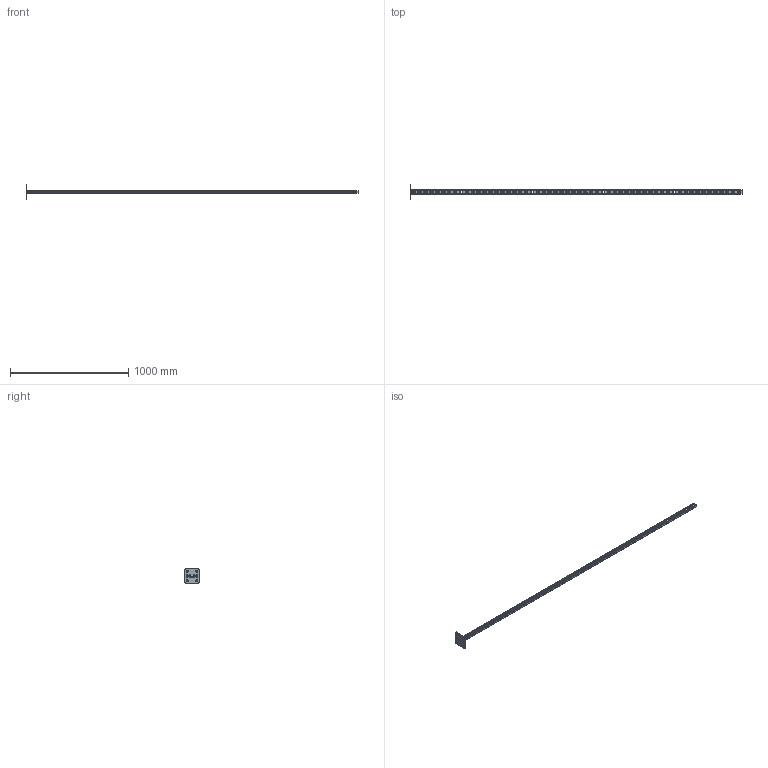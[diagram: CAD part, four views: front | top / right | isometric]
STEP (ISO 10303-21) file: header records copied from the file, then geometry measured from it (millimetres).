
FILE_DESCRIPTION (( 'STEP AP203' ), '1' );
FILE_NAME ('Êðîíøòåéí ïîòîëî÷íûé îäèíàðíûé_h21-2800.step', '2022-01-27T08:23:23', ( '' ), ( '' ), 'SwSTEP 2.0', 'SolidWorks 2017', '' );
FILE_SCHEMA (( 'CONFIG_CONTROL_DESIGN' ));
Length unit declared in the file: millimetre
Products named in the file (3): STRUT-镳铘桦黖h21-2800; Ïÿòêà ïîòîëî÷êàÿ; Êðîíøòåéí ïîòîëî÷íûé îäèíàðíûé_h21-2800
Assembly tree (2 placements, depth 2):
  Êðîíøòåéí ïîòîëî÷íûé îäèíàðíûé_h21-2800
    Ïÿòêà ïîòîëî÷êàÿ
    STRUT-镳铘桦黖h21-2800
Bounding box: 2806 x 120 x 120 mm (x, y, z)
Volume: 690925.7 mm3; surface area: 546310.9 mm2
Topology: 2 solids, 2 shells, 1914 faces, 5682 edges, 3772 vertices
Faces by surface type: plane 1772, cylinder 142
Entity records: 63479 total; most frequent: CARTESIAN_POINT 11373, ORIENTED_EDGE 11364, DIRECTION 9804, EDGE_CURVE 5682, VECTOR 5398, LINE 5398, VERTEX_POINT 3772, AXIS2_PLACEMENT_3D 2203
